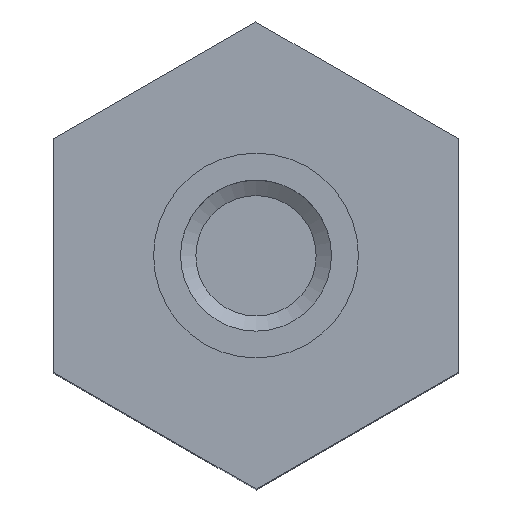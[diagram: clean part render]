
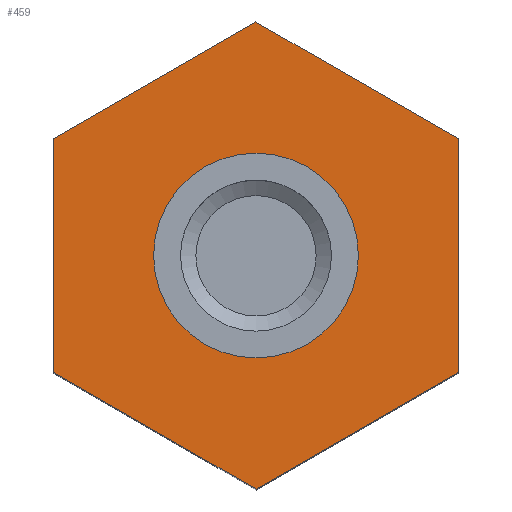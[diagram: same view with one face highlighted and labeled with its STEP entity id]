
A CAD part, top view. The second image highlights one B-rep face of the part: STEP entity #459.
In plain terms, the highlighted planar face has unit normal (0, 0, 1).
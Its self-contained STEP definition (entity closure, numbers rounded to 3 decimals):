
#18=FACE_BOUND('',#95,.T.);
#36=PLANE('',#507);
#65=FACE_OUTER_BOUND('',#94,.T.);
#94=EDGE_LOOP('',(#409,#410,#411,#412,#413,#414));
#95=EDGE_LOOP('',(#415));
#105=CIRCLE('',#494,2.);
#143=LINE('',#1196,#184);
#147=LINE('',#1203,#188);
#150=LINE('',#1209,#191);
#154=LINE('',#1217,#195);
#157=LINE('',#1223,#198);
#159=LINE('',#1226,#200);
#184=VECTOR('',#587,10.);
#188=VECTOR('',#593,10.);
#191=VECTOR('',#598,10.);
#195=VECTOR('',#606,10.);
#198=VECTOR('',#611,10.);
#200=VECTOR('',#615,10.);
#226=VERTEX_POINT('',#1174);
#232=VERTEX_POINT('',#1193);
#233=VERTEX_POINT('',#1195);
#235=VERTEX_POINT('',#1201);
#237=VERTEX_POINT('',#1207);
#239=VERTEX_POINT('',#1215);
#241=VERTEX_POINT('',#1221);
#278=EDGE_CURVE('',#226,#226,#105,.T.);
#287=EDGE_CURVE('',#233,#232,#143,.T.);
#291=EDGE_CURVE('',#232,#235,#147,.T.);
#294=EDGE_CURVE('',#235,#237,#150,.T.);
#298=EDGE_CURVE('',#237,#239,#154,.T.);
#301=EDGE_CURVE('',#239,#241,#157,.T.);
#303=EDGE_CURVE('',#241,#233,#159,.T.);
#409=ORIENTED_EDGE('',*,*,#291,.T.);
#410=ORIENTED_EDGE('',*,*,#294,.T.);
#411=ORIENTED_EDGE('',*,*,#298,.T.);
#412=ORIENTED_EDGE('',*,*,#301,.T.);
#413=ORIENTED_EDGE('',*,*,#303,.T.);
#414=ORIENTED_EDGE('',*,*,#287,.T.);
#415=ORIENTED_EDGE('',*,*,#278,.T.);
#459=ADVANCED_FACE('',(#65,#18),#36,.F.);
#494=AXIS2_PLACEMENT_3D('',#1175,#566,#567);
#507=AXIS2_PLACEMENT_3D('',#1227,#616,#617);
#566=DIRECTION('center_axis',(0.,0.,
-1.));
#567=DIRECTION('ref_axis',(1.,0.,0.));
#587=DIRECTION('',(-0.866,0.5,0.));
#593=DIRECTION('',(-0.866,-0.5,0.));
#598=DIRECTION('',(0.,-1.,0.));
#606=DIRECTION('',(0.866,-0.5,0.));
#611=DIRECTION('',(0.866,0.5,0.));
#615=DIRECTION('',(0.,1.,0.));
#616=DIRECTION('center_axis',(0.,0.,
-1.));
#617=DIRECTION('ref_axis',(-1.,0.,0.));
#1174=CARTESIAN_POINT('',(-2.,0.,0.7));
#1175=CARTESIAN_POINT('Origin',(0.,0.,
0.7));
#1193=CARTESIAN_POINT('',(-0.001,4.561,0.7));
#1195=CARTESIAN_POINT('',(3.949,2.281,0.7));
#1196=CARTESIAN_POINT('',(2.962,2.851,0.7));
#1201=CARTESIAN_POINT('',(-3.951,2.28,0.7));
#1203=CARTESIAN_POINT('',(-0.988,3.991,0.7));
#1207=CARTESIAN_POINT('',(-3.949,-2.281,0.7));
#1209=CARTESIAN_POINT('',(-3.95,1.139,0.7));
#1215=CARTESIAN_POINT('',(0.001,-4.561,0.7));
#1217=CARTESIAN_POINT('',(-2.962,-2.851,0.7));
#1221=CARTESIAN_POINT('',(3.951,-2.28,0.7));
#1223=CARTESIAN_POINT('',(0.988,-3.991,0.7));
#1226=CARTESIAN_POINT('',(3.95,-1.139,0.7));
#1227=CARTESIAN_POINT('Origin',(0.,0.,
0.7));
